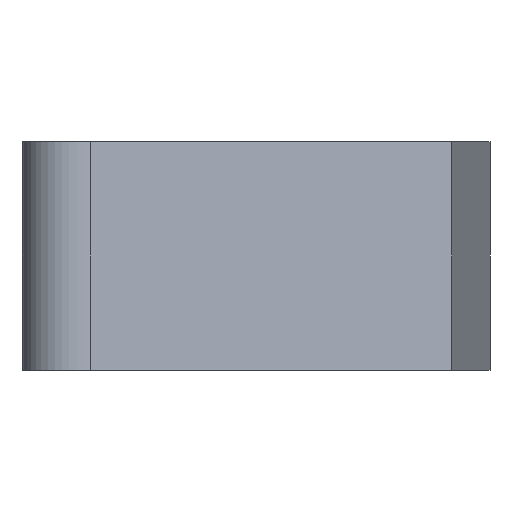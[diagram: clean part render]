
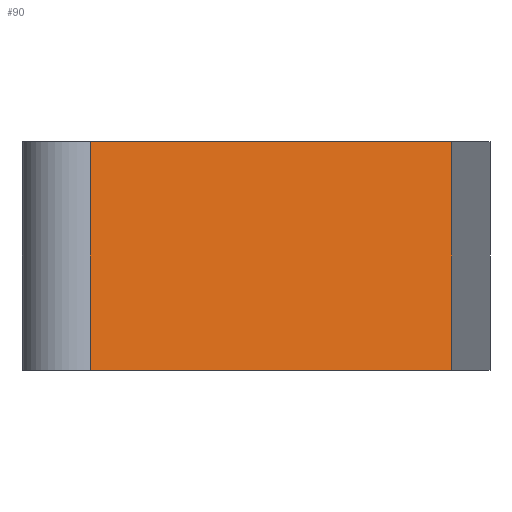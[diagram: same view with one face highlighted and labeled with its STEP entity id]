
A CAD part, front view. The second image highlights one B-rep face of the part: STEP entity #90.
In plain terms, the highlighted planar face has unit normal (0.593, -0.805, 0).
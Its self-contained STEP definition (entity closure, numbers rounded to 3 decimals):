
#65 = VERTEX_POINT('',#66);
#66 = CARTESIAN_POINT('',(-19.5,14.,7.));
#72 = EDGE_CURVE('',#73,#65,#75,.T.);
#73 = VERTEX_POINT('',#74);
#74 = CARTESIAN_POINT('',(-19.5,14.,1.));
#75 = LINE('',#76,#77);
#76 = CARTESIAN_POINT('',(-19.5,14.,1.));
#77 = VECTOR('',#78,1.);
#78 = DIRECTION('',(0.,0.,1.));
#90 = ADVANCED_FACE('',(#91),#116,.T.);
#91 = FACE_BOUND('',#92,.T.);
#92 = EDGE_LOOP('',(#93,#94,#102,#110));
#93 = ORIENTED_EDGE('',*,*,#72,.T.);
#94 = ORIENTED_EDGE('',*,*,#95,.T.);
#95 = EDGE_CURVE('',#65,#96,#98,.T.);
#96 = VERTEX_POINT('',#97);
#97 = CARTESIAN_POINT('',(-29.,7.,7.));
#98 = LINE('',#99,#100);
#99 = CARTESIAN_POINT('',(-19.5,14.,7.));
#100 = VECTOR('',#101,1.);
#101 = DIRECTION('',(-0.805,-0.593,0.));
#102 = ORIENTED_EDGE('',*,*,#103,.F.);
#103 = EDGE_CURVE('',#104,#96,#106,.T.);
#104 = VERTEX_POINT('',#105);
#105 = CARTESIAN_POINT('',(-29.,7.,1.));
#106 = LINE('',#107,#108);
#107 = CARTESIAN_POINT('',(-29.,7.,1.));
#108 = VECTOR('',#109,1.);
#109 = DIRECTION('',(0.,0.,1.));
#110 = ORIENTED_EDGE('',*,*,#111,.F.);
#111 = EDGE_CURVE('',#73,#104,#112,.T.);
#112 = LINE('',#113,#114);
#113 = CARTESIAN_POINT('',(-19.5,14.,1.));
#114 = VECTOR('',#115,1.);
#115 = DIRECTION('',(-0.805,-0.593,0.));
#116 = PLANE('',#117);
#117 = AXIS2_PLACEMENT_3D('',#118,#119,#120);
#118 = CARTESIAN_POINT('',(-19.5,14.,1.));
#119 = DIRECTION('',(0.593,-0.805,0.));
#120 = DIRECTION('',(-0.805,-0.593,0.));
